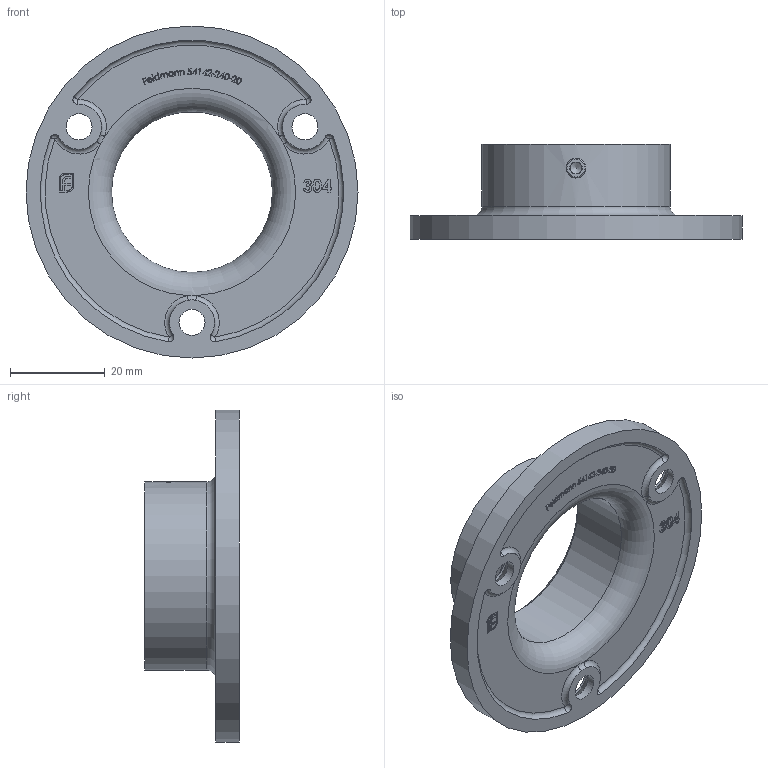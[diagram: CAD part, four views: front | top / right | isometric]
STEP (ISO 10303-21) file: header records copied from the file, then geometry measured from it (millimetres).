
FILE_DESCRIPTION (( 'STEP AP203' ), '1' );
FILE_NAME ('54142-240-20.STEP', '2021-07-20T11:19:52', ( '' ), ( '' ), 'SwSTEP 2.0', 'SolidWorks 2018', '' );
FILE_SCHEMA (( 'CONFIG_CONTROL_DESIGN' ));
Length unit declared in the file: millimetre
Products named in the file (6): 541XX-240 Teil1_54142-240-20 Teil1; 54142-240-20; DIN913_DIN 913 M5x3; DIN913; 541XX-240 Teil1
Assembly tree (3 placements, depth 2):
  54142-240-20
    541XX-240 Teil1_54142-240-20 Teil1
    DIN913_DIN 913 M5x3
  541XX-240 Teil1
  54142-240-20
    DIN913
Bounding box: 70 x 20 x 70 mm (x, y, z)
Volume: 16459.6 mm3; surface area: 10852 mm2
Topology: 2 solids, 2 shells, 400 faces, 1060 edges, 696 vertices
Faces by surface type: plane 224, bspline 138, cylinder 14, torus 11, cone 7, sphere 6
Full cylindrical faces by diameter (mm): 4.2 x1, 5 x1, 5.5 x3, 11 x3, 33.9 x1, 39.7 x1, 70 x1
Entity records: 20912 total; most frequent: CARTESIAN_POINT 11461, ORIENTED_EDGE 2050, DIRECTION 1367, EDGE_CURVE 1025, VERTEX_POINT 684, LINE 669, VECTOR 669, EDGE_LOOP 465
